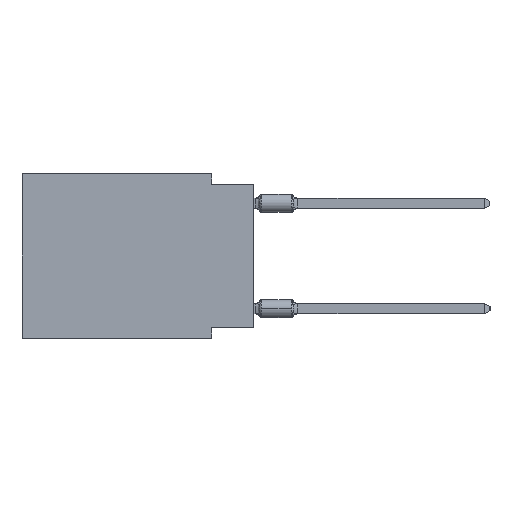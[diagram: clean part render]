
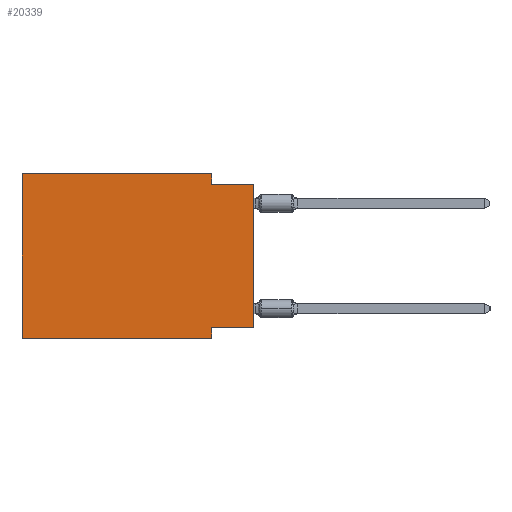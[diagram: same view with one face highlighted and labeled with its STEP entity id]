
A CAD part, left-side view. The second image highlights one B-rep face of the part: STEP entity #20339.
In plain terms, the highlighted planar face has unit normal (-1, 0, 0).
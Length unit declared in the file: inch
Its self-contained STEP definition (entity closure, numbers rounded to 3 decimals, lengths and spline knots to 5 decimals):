
#159 = LINE ( 'NONE', #13592, #13033 ) ;
#856 = VECTOR ( 'NONE', #8383, 39.37008 ) ;
#1714 = DIRECTION ( 'NONE',  ( 0., 0., -1. ) ) ;
#2140 = DIRECTION ( 'NONE',  ( 0., 0., 1. ) ) ;
#2300 = VECTOR ( 'NONE', #2140, 39.37008 ) ;
#3549 = DIRECTION ( 'NONE',  ( 0., 0., -1. ) ) ;
#4108 = AXIS2_PLACEMENT_3D ( 'NONE', #20391, #8289, #1714 ) ;
#4195 = VECTOR ( 'NONE', #31617, 39.37008 ) ;
#4635 = PLANE ( 'NONE',  #4108 ) ;
#5616 = CARTESIAN_POINT ( 'NONE',  ( 0., 0., -0.025 ) ) ;
#6736 = CARTESIAN_POINT ( 'NONE',  ( 0., 0.55, 0. ) ) ;
#7182 = VERTEX_POINT ( 'NONE', #24272 ) ;
#8289 = DIRECTION ( 'NONE',  ( 1., 0., 0. ) ) ;
#8383 = DIRECTION ( 'NONE',  ( 0., -1., 0. ) ) ;
#8429 = VECTOR ( 'NONE', #32978, 39.37008 ) ;
#8533 = FACE_OUTER_BOUND ( 'NONE', #30826, .T. ) ;
#8633 = LINE ( 'NONE', #41203, #856 ) ;
#9159 = VECTOR ( 'NONE', #16810, 39.37008 ) ;
#9456 = LINE ( 'NONE', #35439, #2300 ) ;
#9526 = DIRECTION ( 'NONE',  ( 0., -1., 0. ) ) ;
#10291 = LINE ( 'NONE', #36035, #23755 ) ;
#10583 = EDGE_CURVE ( 'NONE', #36824, #23783, #46242, .T. ) ;
#10912 = CARTESIAN_POINT ( 'NONE',  ( 0., 0., -0.365 ) ) ;
#11159 = EDGE_CURVE ( 'NONE', #23783, #38259, #44399, .T. ) ;
#12747 = VERTEX_POINT ( 'NONE', #47062 ) ;
#12833 = CARTESIAN_POINT ( 'NONE',  ( 0., 0.55, 0. ) ) ;
#13033 = VECTOR ( 'NONE', #3549, 39.37008 ) ;
#13435 = ORIENTED_EDGE ( 'NONE', *, *, #40838, .F. ) ;
#13592 = CARTESIAN_POINT ( 'NONE',  ( 0., 0.1, 0. ) ) ;
#14240 = EDGE_CURVE ( 'NONE', #34507, #25030, #9456, .T. ) ;
#14565 = CARTESIAN_POINT ( 'NONE',  ( 0., 0.1, 0. ) ) ;
#16087 = EDGE_CURVE ( 'NONE', #36824, #12747, #8633, .T. ) ;
#16681 = EDGE_CURVE ( 'NONE', #38750, #25030, #16779, .T. ) ;
#16779 = LINE ( 'NONE', #31398, #42796 ) ;
#16810 = DIRECTION ( 'NONE',  ( 0., 0., 1. ) ) ;
#20134 = ORIENTED_EDGE ( 'NONE', *, *, #16087, .T. ) ;
#20339 = ADVANCED_FACE ( 'NONE', ( #8533 ), #4635, .F. ) ;
#20391 = CARTESIAN_POINT ( 'NONE',  ( 0., 0.55, 0. ) ) ;
#21911 = DIRECTION ( 'NONE',  ( 0., 1., 0. ) ) ;
#23755 = VECTOR ( 'NONE', #21911, 39.37008 ) ;
#23783 = VERTEX_POINT ( 'NONE', #12833 ) ;
#24272 = CARTESIAN_POINT ( 'NONE',  ( 0., 0.1, -0.365 ) ) ;
#24357 = CARTESIAN_POINT ( 'NONE',  ( 0., 0.55, 0. ) ) ;
#25030 = VERTEX_POINT ( 'NONE', #5616 ) ;
#26563 = ORIENTED_EDGE ( 'NONE', *, *, #10583, .F. ) ;
#27197 = ORIENTED_EDGE ( 'NONE', *, *, #42677, .F. ) ;
#28811 = ORIENTED_EDGE ( 'NONE', *, *, #14240, .T. ) ;
#30076 = ORIENTED_EDGE ( 'NONE', *, *, #45211, .F. ) ;
#30826 = EDGE_LOOP ( 'NONE', ( #28811, #35686, #30076, #40517, #26563, #20134, #13435, #27197 ) ) ;
#31398 = CARTESIAN_POINT ( 'NONE',  ( 0., 0., -0.025 ) ) ;
#31617 = DIRECTION ( 'NONE',  ( 0., 0., -1. ) ) ;
#32978 = DIRECTION ( 'NONE',  ( 0., -1., 0. ) ) ;
#34375 = CARTESIAN_POINT ( 'NONE',  ( 0., 0.55, -0.39 ) ) ;
#34507 = VERTEX_POINT ( 'NONE', #10912 ) ;
#35439 = CARTESIAN_POINT ( 'NONE',  ( 0., 0., 0. ) ) ;
#35686 = ORIENTED_EDGE ( 'NONE', *, *, #16681, .F. ) ;
#36035 = CARTESIAN_POINT ( 'NONE',  ( 0., 0., -0.365 ) ) ;
#36824 = VERTEX_POINT ( 'NONE', #34375 ) ;
#37129 = CARTESIAN_POINT ( 'NONE',  ( 0., 0.1, -0.025 ) ) ;
#38259 = VERTEX_POINT ( 'NONE', #14565 ) ;
#38750 = VERTEX_POINT ( 'NONE', #37129 ) ;
#38923 = LINE ( 'NONE', #46664, #4195 ) ;
#40517 = ORIENTED_EDGE ( 'NONE', *, *, #11159, .F. ) ;
#40838 = EDGE_CURVE ( 'NONE', #7182, #12747, #38923, .T. ) ;
#41203 = CARTESIAN_POINT ( 'NONE',  ( 0., 0.55, -0.39 ) ) ;
#42677 = EDGE_CURVE ( 'NONE', #34507, #7182, #10291, .T. ) ;
#42796 = VECTOR ( 'NONE', #9526, 39.37008 ) ;
#44399 = LINE ( 'NONE', #6736, #8429 ) ;
#45211 = EDGE_CURVE ( 'NONE', #38259, #38750, #159, .T. ) ;
#46242 = LINE ( 'NONE', #24357, #9159 ) ;
#46664 = CARTESIAN_POINT ( 'NONE',  ( 0., 0.1, -0.39 ) ) ;
#47062 = CARTESIAN_POINT ( 'NONE',  ( 0., 0.1, -0.39 ) ) ;
